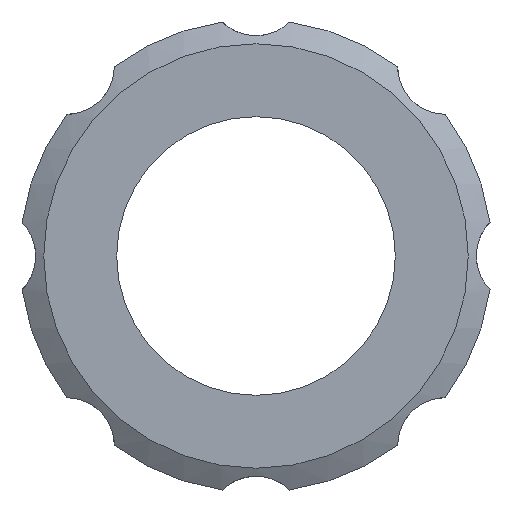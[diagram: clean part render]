
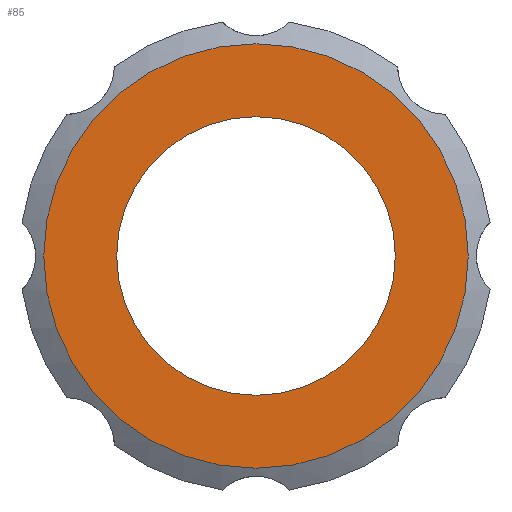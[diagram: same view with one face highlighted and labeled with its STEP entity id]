
A CAD part, left-side view. The second image highlights one B-rep face of the part: STEP entity #85.
In plain terms, the highlighted planar face has unit normal (-1, 0, 0).
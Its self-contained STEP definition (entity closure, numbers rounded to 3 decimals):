
#85 = ADVANCED_FACE( '', ( #123, #124 ), #125, .T. );
#123 = FACE_BOUND( '', #179, .T. );
#124 = FACE_OUTER_BOUND( '', #180, .T. );
#125 = PLANE( '', #181 );
#179 = EDGE_LOOP( '', ( #291 ) );
#180 = EDGE_LOOP( '', ( #292 ) );
#181 = AXIS2_PLACEMENT_3D( '', #293, #294, #295 );
#291 = ORIENTED_EDGE( '', *, *, #432, .T. );
#292 = ORIENTED_EDGE( '', *, *, #434, .F. );
#293 = CARTESIAN_POINT( '', ( 0., 21.1, 0. ) );
#294 = DIRECTION( '', ( -1., 0., 0. ) );
#295 = DIRECTION( '', ( 0., 0., 1. ) );
#432 = EDGE_CURVE( '', #518, #518, #519, .T. );
#434 = EDGE_CURVE( '', #522, #522, #523, .T. );
#518 = VERTEX_POINT( '', #933 );
#519 = CIRCLE( '', #934, 13.85 );
#522 = VERTEX_POINT( '', #937 );
#523 = CIRCLE( '', #938, 21.1 );
#933 = CARTESIAN_POINT( '', ( 0., 0., -13.85 ) );
#934 = AXIS2_PLACEMENT_3D( '', #1051, #1052, #1053 );
#937 = CARTESIAN_POINT( '', ( 0., 0., -21.1 ) );
#938 = AXIS2_PLACEMENT_3D( '', #1057, #1058, #1059 );
#1051 = CARTESIAN_POINT( '', ( 0., 0., 0. ) );
#1052 = DIRECTION( '', ( 1., 0., 0. ) );
#1053 = DIRECTION( '', ( 0., 0., -1. ) );
#1057 = CARTESIAN_POINT( '', ( 0., 0., 0. ) );
#1058 = DIRECTION( '', ( 1., 0., 0. ) );
#1059 = DIRECTION( '', ( 0., 0., -1. ) );
